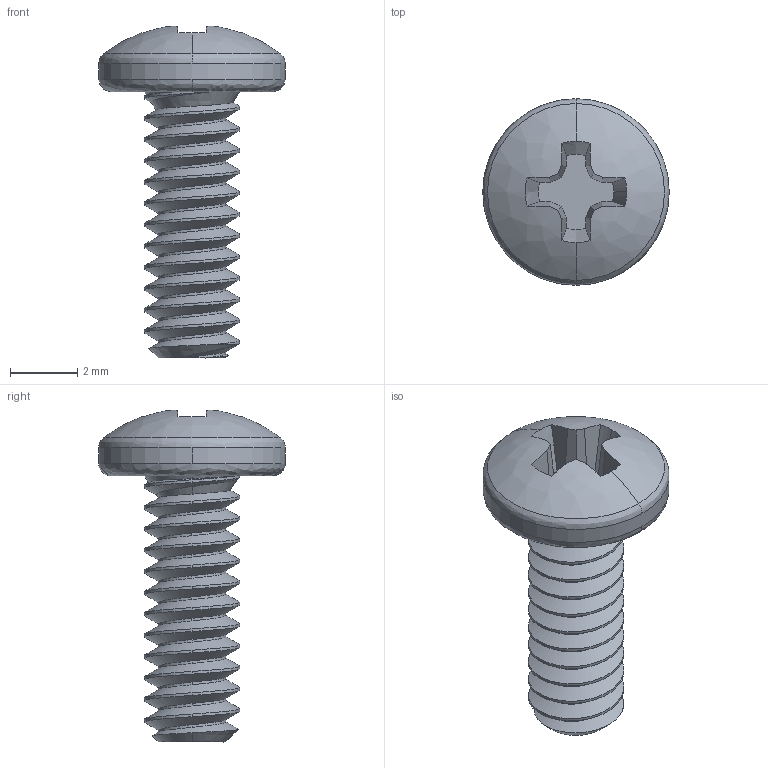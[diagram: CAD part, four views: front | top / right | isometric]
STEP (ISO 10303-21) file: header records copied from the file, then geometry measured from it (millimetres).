
FILE_DESCRIPTION (( 'STEP AP214' ), '1' );
FILE_NAME ('SCREW214.STEP', '2024-08-09T12:58:44', ( '' ), ( '' ), 'SwSTEP 2.0', 'SolidWorks 2023', '' );
FILE_SCHEMA (( 'AUTOMOTIVE_DESIGN' ));
Length unit declared in the file: inch
Products named in the file (1): SCREW214
Bounding box: 5.56 x 5.56 x 9.9 mm (x, y, z)
Volume: 68.8 mm3; surface area: 180.5 mm2
Topology: 1 solids, 1 shells, 91 faces, 258 edges, 170 vertices
Faces by surface type: cylinder 51, plane 19, cone 12, bspline 9
Entity records: 7072 total; most frequent: CARTESIAN_POINT 3787, ORIENTED_EDGE 516, DIRECTION 318, EDGE_CURVE 258, VERTEX_POINT 170, B_SPLINE_CURVE_WITH_KNOTS 133, AXIS2_PLACEMENT_3D 117, LENGTH_MEASURE_WITH_UNIT 93
